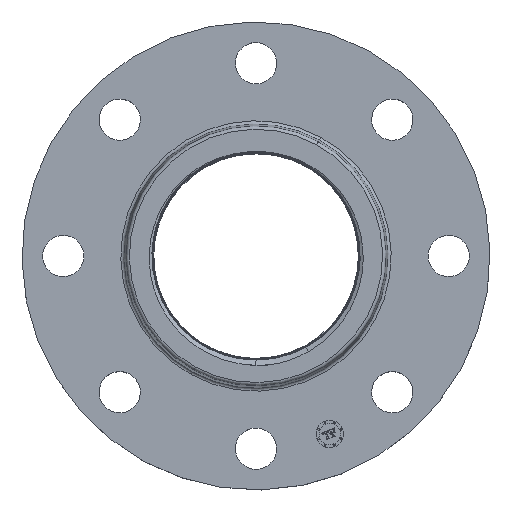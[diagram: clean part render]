
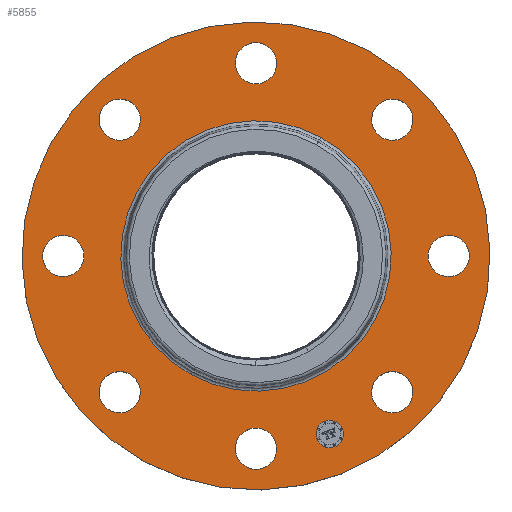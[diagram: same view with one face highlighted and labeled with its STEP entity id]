
A CAD part, top view. The second image highlights one B-rep face of the part: STEP entity #5855.
In plain terms, the highlighted planar face has unit normal (0, 0, 1).
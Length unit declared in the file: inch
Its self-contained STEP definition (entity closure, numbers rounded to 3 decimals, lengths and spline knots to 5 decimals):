
#355=AXIS2_PLACEMENT_3D('Circle Axis2P3D',#353,#354,$) ;
#372=AXIS2_PLACEMENT_3D('Circle Axis2P3D',#370,#371,$) ;
#412=AXIS2_PLACEMENT_3D('Circle Axis2P3D',#410,#411,$) ;
#429=AXIS2_PLACEMENT_3D('Circle Axis2P3D',#427,#428,$) ;
#469=AXIS2_PLACEMENT_3D('Circle Axis2P3D',#467,#468,$) ;
#486=AXIS2_PLACEMENT_3D('Circle Axis2P3D',#484,#485,$) ;
#526=AXIS2_PLACEMENT_3D('Circle Axis2P3D',#524,#525,$) ;
#543=AXIS2_PLACEMENT_3D('Circle Axis2P3D',#541,#542,$) ;
#583=AXIS2_PLACEMENT_3D('Circle Axis2P3D',#581,#582,$) ;
#600=AXIS2_PLACEMENT_3D('Circle Axis2P3D',#598,#599,$) ;
#640=AXIS2_PLACEMENT_3D('Circle Axis2P3D',#638,#639,$) ;
#657=AXIS2_PLACEMENT_3D('Circle Axis2P3D',#655,#656,$) ;
#697=AXIS2_PLACEMENT_3D('Circle Axis2P3D',#695,#696,$) ;
#714=AXIS2_PLACEMENT_3D('Circle Axis2P3D',#712,#713,$) ;
#934=AXIS2_PLACEMENT_3D('Circle Axis2P3D',#932,#933,$) ;
#960=AXIS2_PLACEMENT_3D('Circle Axis2P3D',#958,#959,$) ;
#984=AXIS2_PLACEMENT_3D('Circle Axis2P3D',#982,#983,$) ;
#1003=AXIS2_PLACEMENT_3D('Circle Axis2P3D',#1001,#1002,$) ;
#1034=AXIS2_PLACEMENT_3D('Circle Axis2P3D',#1032,#1033,$) ;
#1046=AXIS2_PLACEMENT_3D('Circle Axis2P3D',#1044,#1045,$) ;
#5795=AXIS2_PLACEMENT_3D('Plane Axis2P3D',#5792,#5793,#5794) ;
#5839=AXIS2_PLACEMENT_3D('Circle Axis2P3D',#5837,#5838,$) ;
#5848=AXIS2_PLACEMENT_3D('Circle Axis2P3D',#5846,#5847,$) ;
#336=CARTESIAN_POINT('Vertex',(2.58045,-2.8347,0.88)) ;
#350=CARTESIAN_POINT('Vertex',(2.3693,-2.11504,0.88)) ;
#353=CARTESIAN_POINT('Axis2P3D Location',(2.47487,-2.47487,0.88)) ;
#370=CARTESIAN_POINT('Axis2P3D Location',(2.47487,-2.47487,0.88)) ;
#393=CARTESIAN_POINT('Vertex',(-3.82909,0.17978,0.88)) ;
#407=CARTESIAN_POINT('Vertex',(-3.17091,-0.17978,0.88)) ;
#410=CARTESIAN_POINT('Axis2P3D Location',(-3.5,0.,0.88)) ;
#427=CARTESIAN_POINT('Axis2P3D Location',(-3.5,0.,0.88)) ;
#450=CARTESIAN_POINT('Vertex',(2.8347,2.58045,0.88)) ;
#464=CARTESIAN_POINT('Vertex',(2.11504,2.3693,0.88)) ;
#467=CARTESIAN_POINT('Axis2P3D Location',(2.47487,2.47487,0.88)) ;
#484=CARTESIAN_POINT('Axis2P3D Location',(2.47487,2.47487,0.88)) ;
#507=CARTESIAN_POINT('Vertex',(-2.8347,-2.58045,0.88)) ;
#521=CARTESIAN_POINT('Vertex',(-2.11504,-2.3693,0.88)) ;
#524=CARTESIAN_POINT('Axis2P3D Location',(-2.47487,-2.47487,0.88)) ;
#541=CARTESIAN_POINT('Axis2P3D Location',(-2.47487,-2.47487,0.88)) ;
#564=CARTESIAN_POINT('Vertex',(0.17978,3.82909,0.88)) ;
#578=CARTESIAN_POINT('Vertex',(-0.17978,3.17091,0.88)) ;
#581=CARTESIAN_POINT('Axis2P3D Location',(0.,3.5,0.88)) ;
#598=CARTESIAN_POINT('Axis2P3D Location',(0.,3.5,0.88)) ;
#621=CARTESIAN_POINT('Vertex',(-0.17978,-3.82909,0.88)) ;
#635=CARTESIAN_POINT('Vertex',(0.17978,-3.17091,0.88)) ;
#638=CARTESIAN_POINT('Axis2P3D Location',(0.,-3.5,0.88)) ;
#655=CARTESIAN_POINT('Axis2P3D Location',(0.,-3.5,0.88)) ;
#678=CARTESIAN_POINT('Vertex',(-2.58045,2.8347,0.88)) ;
#692=CARTESIAN_POINT('Vertex',(-2.3693,2.11504,0.88)) ;
#695=CARTESIAN_POINT('Axis2P3D Location',(-2.47487,2.47487,0.88)) ;
#712=CARTESIAN_POINT('Axis2P3D Location',(-2.47487,2.47487,0.88)) ;
#932=CARTESIAN_POINT('Axis2P3D Location',(0.,0.,0.88)) ;
#936=CARTESIAN_POINT('Vertex',(-1.17716,-2.15477,0.88)) ;
#938=CARTESIAN_POINT('Vertex',(1.17716,2.15477,0.88)) ;
#958=CARTESIAN_POINT('Axis2P3D Location',(0.,0.,0.88)) ;
#979=CARTESIAN_POINT('Vertex',(2.03756,3.72973,0.88)) ;
#982=CARTESIAN_POINT('Axis2P3D Location',(0.,0.,0.88)) ;
#986=CARTESIAN_POINT('Vertex',(-2.03756,-3.72973,0.88)) ;
#1001=CARTESIAN_POINT('Axis2P3D Location',(0.,0.,0.88)) ;
#1022=CARTESIAN_POINT('Vertex',(3.82909,-0.17978,0.88)) ;
#1029=CARTESIAN_POINT('Vertex',(3.17091,0.17978,0.88)) ;
#1032=CARTESIAN_POINT('Axis2P3D Location',(3.5,0.,0.88)) ;
#1044=CARTESIAN_POINT('Axis2P3D Location',(3.5,0.,0.88)) ;
#5792=CARTESIAN_POINT('Axis2P3D Location',(0.,4.25,0.88)) ;
#5837=CARTESIAN_POINT('Axis2P3D Location',(1.33939,-3.23358,0.88)) ;
#5841=CARTESIAN_POINT('Vertex',(1.56805,-3.13886,0.88)) ;
#5843=CARTESIAN_POINT('Vertex',(1.11073,-3.32829,0.88)) ;
#5846=CARTESIAN_POINT('Axis2P3D Location',(1.33939,-3.23358,0.88)) ;
#354=DIRECTION('Axis2P3D Direction',(0.,-0.,-0.039)) ;
#371=DIRECTION('Axis2P3D Direction',(0.,-0.,-0.039)) ;
#411=DIRECTION('Axis2P3D Direction',(-0.,0.,-0.039)) ;
#428=DIRECTION('Axis2P3D Direction',(-0.,0.,-0.039)) ;
#468=DIRECTION('Axis2P3D Direction',(0.,0.,-0.039)) ;
#485=DIRECTION('Axis2P3D Direction',(0.,0.,-0.039)) ;
#525=DIRECTION('Axis2P3D Direction',(-0.,0.,-0.039)) ;
#542=DIRECTION('Axis2P3D Direction',(-0.,0.,-0.039)) ;
#582=DIRECTION('Axis2P3D Direction',(0.,0.,-0.039)) ;
#599=DIRECTION('Axis2P3D Direction',(0.,0.,-0.039)) ;
#639=DIRECTION('Axis2P3D Direction',(0.,-0.,-0.039)) ;
#656=DIRECTION('Axis2P3D Direction',(0.,-0.,-0.039)) ;
#696=DIRECTION('Axis2P3D Direction',(0.,0.,-0.039)) ;
#713=DIRECTION('Axis2P3D Direction',(0.,0.,-0.039)) ;
#933=DIRECTION('Axis2P3D Direction',(0.,0.,-0.039)) ;
#959=DIRECTION('Axis2P3D Direction',(0.,0.,-0.039)) ;
#983=DIRECTION('Axis2P3D Direction',(0.,0.,-0.039)) ;
#1002=DIRECTION('Axis2P3D Direction',(0.,0.,-0.039)) ;
#1033=DIRECTION('Axis2P3D Direction',(0.,-0.,-0.039)) ;
#1045=DIRECTION('Axis2P3D Direction',(0.,-0.,-0.039)) ;
#5793=DIRECTION('Axis2P3D Direction',(0.,0.,-0.039)) ;
#5794=DIRECTION('Axis2P3D XDirection',(0.039,0.,0.)) ;
#5838=DIRECTION('Axis2P3D Direction',(0.,0.,-0.039)) ;
#5847=DIRECTION('Axis2P3D Direction',(0.,0.,-0.039)) ;
#5798=ORIENTED_EDGE('',*,*,#988,.F.) ;
#5799=ORIENTED_EDGE('',*,*,#1005,.F.) ;
#5802=ORIENTED_EDGE('',*,*,#1048,.T.) ;
#5803=ORIENTED_EDGE('',*,*,#1036,.T.) ;
#5806=ORIENTED_EDGE('',*,*,#940,.T.) ;
#5807=ORIENTED_EDGE('',*,*,#962,.T.) ;
#5810=ORIENTED_EDGE('',*,*,#357,.T.) ;
#5811=ORIENTED_EDGE('',*,*,#374,.T.) ;
#5814=ORIENTED_EDGE('',*,*,#642,.T.) ;
#5815=ORIENTED_EDGE('',*,*,#659,.T.) ;
#5818=ORIENTED_EDGE('',*,*,#528,.T.) ;
#5819=ORIENTED_EDGE('',*,*,#545,.T.) ;
#5822=ORIENTED_EDGE('',*,*,#414,.T.) ;
#5823=ORIENTED_EDGE('',*,*,#431,.T.) ;
#5826=ORIENTED_EDGE('',*,*,#699,.T.) ;
#5827=ORIENTED_EDGE('',*,*,#716,.T.) ;
#5830=ORIENTED_EDGE('',*,*,#585,.T.) ;
#5831=ORIENTED_EDGE('',*,*,#602,.T.) ;
#5834=ORIENTED_EDGE('',*,*,#471,.T.) ;
#5835=ORIENTED_EDGE('',*,*,#488,.T.) ;
#5852=ORIENTED_EDGE('',*,*,#5845,.T.) ;
#5853=ORIENTED_EDGE('',*,*,#5850,.T.) ;
#5804=FACE_BOUND('',#5801,.T.) ;
#5808=FACE_BOUND('',#5805,.T.) ;
#5812=FACE_BOUND('',#5809,.T.) ;
#5816=FACE_BOUND('',#5813,.T.) ;
#5820=FACE_BOUND('',#5817,.T.) ;
#5824=FACE_BOUND('',#5821,.T.) ;
#5828=FACE_BOUND('',#5825,.T.) ;
#5832=FACE_BOUND('',#5829,.T.) ;
#5836=FACE_BOUND('',#5833,.T.) ;
#5854=FACE_BOUND('',#5851,.T.) ;
#5855=ADVANCED_FACE('PartBody',(#5800,#5804,#5808,#5812,#5816,#5820,#5824,#5828,#5832,#5836,#5854),#5796,.F.) ;
#356=CIRCLE('generated circle',#355,0.375) ;
#373=CIRCLE('generated circle',#372,0.375) ;
#413=CIRCLE('generated circle',#412,0.375) ;
#430=CIRCLE('generated circle',#429,0.375) ;
#470=CIRCLE('generated circle',#469,0.375) ;
#487=CIRCLE('generated circle',#486,0.375) ;
#527=CIRCLE('generated circle',#526,0.375) ;
#544=CIRCLE('generated circle',#543,0.375) ;
#584=CIRCLE('generated circle',#583,0.375) ;
#601=CIRCLE('generated circle',#600,0.375) ;
#641=CIRCLE('generated circle',#640,0.375) ;
#658=CIRCLE('generated circle',#657,0.375) ;
#698=CIRCLE('generated circle',#697,0.375) ;
#715=CIRCLE('generated circle',#714,0.375) ;
#935=CIRCLE('generated circle',#934,2.45535) ;
#961=CIRCLE('generated circle',#960,2.45535) ;
#985=CIRCLE('generated circle',#984,4.25) ;
#1004=CIRCLE('generated circle',#1003,4.25) ;
#1035=CIRCLE('generated circle',#1034,0.375) ;
#1047=CIRCLE('generated circle',#1046,0.375) ;
#5840=CIRCLE('generated circle',#5839,0.2475) ;
#5849=CIRCLE('generated circle',#5848,0.2475) ;
#357=EDGE_CURVE('',#337,#351,#356,.T.) ;
#374=EDGE_CURVE('',#351,#337,#373,.T.) ;
#414=EDGE_CURVE('',#394,#408,#413,.T.) ;
#431=EDGE_CURVE('',#408,#394,#430,.T.) ;
#471=EDGE_CURVE('',#451,#465,#470,.T.) ;
#488=EDGE_CURVE('',#465,#451,#487,.T.) ;
#528=EDGE_CURVE('',#508,#522,#527,.T.) ;
#545=EDGE_CURVE('',#522,#508,#544,.T.) ;
#585=EDGE_CURVE('',#565,#579,#584,.T.) ;
#602=EDGE_CURVE('',#579,#565,#601,.T.) ;
#642=EDGE_CURVE('',#622,#636,#641,.T.) ;
#659=EDGE_CURVE('',#636,#622,#658,.T.) ;
#699=EDGE_CURVE('',#679,#693,#698,.T.) ;
#716=EDGE_CURVE('',#693,#679,#715,.T.) ;
#940=EDGE_CURVE('',#937,#939,#935,.T.) ;
#962=EDGE_CURVE('',#939,#937,#961,.T.) ;
#988=EDGE_CURVE('',#980,#987,#985,.T.) ;
#1005=EDGE_CURVE('',#987,#980,#1004,.T.) ;
#1036=EDGE_CURVE('',#1023,#1030,#1035,.T.) ;
#1048=EDGE_CURVE('',#1030,#1023,#1047,.T.) ;
#5845=EDGE_CURVE('',#5842,#5844,#5840,.T.) ;
#5850=EDGE_CURVE('',#5844,#5842,#5849,.T.) ;
#5797=EDGE_LOOP('',(#5798,#5799)) ;
#5801=EDGE_LOOP('',(#5802,#5803)) ;
#5805=EDGE_LOOP('',(#5806,#5807)) ;
#5809=EDGE_LOOP('',(#5810,#5811)) ;
#5813=EDGE_LOOP('',(#5814,#5815)) ;
#5817=EDGE_LOOP('',(#5818,#5819)) ;
#5821=EDGE_LOOP('',(#5822,#5823)) ;
#5825=EDGE_LOOP('',(#5826,#5827)) ;
#5829=EDGE_LOOP('',(#5830,#5831)) ;
#5833=EDGE_LOOP('',(#5834,#5835)) ;
#5851=EDGE_LOOP('',(#5852,#5853)) ;
#5800=FACE_OUTER_BOUND('',#5797,.T.) ;
#5796=PLANE('',#5795) ;
#337=VERTEX_POINT('',#336) ;
#351=VERTEX_POINT('',#350) ;
#394=VERTEX_POINT('',#393) ;
#408=VERTEX_POINT('',#407) ;
#451=VERTEX_POINT('',#450) ;
#465=VERTEX_POINT('',#464) ;
#508=VERTEX_POINT('',#507) ;
#522=VERTEX_POINT('',#521) ;
#565=VERTEX_POINT('',#564) ;
#579=VERTEX_POINT('',#578) ;
#622=VERTEX_POINT('',#621) ;
#636=VERTEX_POINT('',#635) ;
#679=VERTEX_POINT('',#678) ;
#693=VERTEX_POINT('',#692) ;
#937=VERTEX_POINT('',#936) ;
#939=VERTEX_POINT('',#938) ;
#980=VERTEX_POINT('',#979) ;
#987=VERTEX_POINT('',#986) ;
#1023=VERTEX_POINT('',#1022) ;
#1030=VERTEX_POINT('',#1029) ;
#5842=VERTEX_POINT('',#5841) ;
#5844=VERTEX_POINT('',#5843) ;
